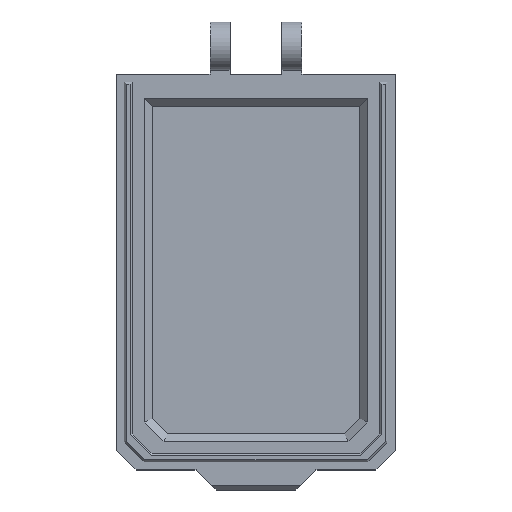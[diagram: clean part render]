
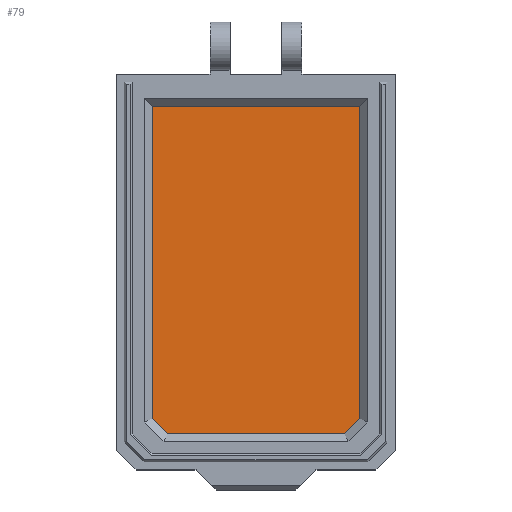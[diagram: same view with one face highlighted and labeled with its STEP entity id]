
A CAD part, top view. The second image highlights one B-rep face of the part: STEP entity #79.
In plain terms, the highlighted planar face has unit normal (0, 0, 1).
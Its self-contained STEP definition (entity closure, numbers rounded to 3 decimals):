
#79=ADVANCED_FACE('',(#341),#343,.T.);
#341=FACE_BOUND('',#342,.T.);
#342=EDGE_LOOP('',(#756,#757,#758,#759,#760,#761));
#343=PLANE('',#344);
#344=AXIS2_PLACEMENT_3D('',#345,#346,#347);
#345=CARTESIAN_POINT('',(0.,0.,1.));
#346=DIRECTION('',(0.,0.,1.));
#347=DIRECTION('',(1.,0.,0.));
#756=ORIENTED_EDGE('',*,*,#1028,.T.);
#757=ORIENTED_EDGE('',*,*,#1029,.T.);
#758=ORIENTED_EDGE('',*,*,#1030,.T.);
#759=ORIENTED_EDGE('',*,*,#1031,.T.);
#760=ORIENTED_EDGE('',*,*,#1032,.T.);
#761=ORIENTED_EDGE('',*,*,#1033,.T.);
#1028=EDGE_CURVE('',#1284,#1285,#1286,.T.);
#1029=EDGE_CURVE('',#1285,#1287,#1288,.T.);
#1030=EDGE_CURVE('',#1287,#1289,#1290,.T.);
#1031=EDGE_CURVE('',#1289,#1291,#1292,.T.);
#1032=EDGE_CURVE('',#1291,#1293,#1294,.T.);
#1033=EDGE_CURVE('',#1293,#1284,#1295,.T.);
#1284=VERTEX_POINT('',#1806);
#1285=VERTEX_POINT('',#1807);
#1286=LINE('',#1808,#1809);
#1287=VERTEX_POINT('',#1811);
#1288=LINE('',#1812,#1813);
#1289=VERTEX_POINT('',#1815);
#1290=LINE('',#1816,#1817);
#1291=VERTEX_POINT('',#1819);
#1292=LINE('',#1820,#1821);
#1293=VERTEX_POINT('',#1823);
#1294=LINE('',#1824,#1825);
#1295=LINE('',#1827,#1828);
#1806=CARTESIAN_POINT('',(-22.172,-40.5,1.));
#1807=CARTESIAN_POINT('',(22.172,-40.5,1.));
#1808=CARTESIAN_POINT('',(-22.172,-40.5,1.));
#1809=VECTOR('',#1810,1.);
#1810=DIRECTION('',(1.,0.,0.));
#1811=CARTESIAN_POINT('',(26.,-36.672,1.));
#1812=CARTESIAN_POINT('',(22.172,-40.5,1.));
#1813=VECTOR('',#1814,1.);
#1814=DIRECTION('',(0.707,0.707,0.));
#1815=CARTESIAN_POINT('',(26.,41.5,1.));
#1816=CARTESIAN_POINT('',(26.,-36.672,1.));
#1817=VECTOR('',#1818,1.);
#1818=DIRECTION('',(0.,1.,0.));
#1819=CARTESIAN_POINT('',(-26.,41.5,1.));
#1820=CARTESIAN_POINT('',(26.,41.5,1.));
#1821=VECTOR('',#1822,1.);
#1822=DIRECTION('',(-1.,0.,0.));
#1823=CARTESIAN_POINT('',(-26.,-36.672,1.));
#1824=CARTESIAN_POINT('',(-26.,41.5,1.));
#1825=VECTOR('',#1826,1.);
#1826=DIRECTION('',(0.,-1.,0.));
#1827=CARTESIAN_POINT('',(-26.,-36.672,1.));
#1828=VECTOR('',#1829,1.);
#1829=DIRECTION('',(0.707,-0.707,0.));
